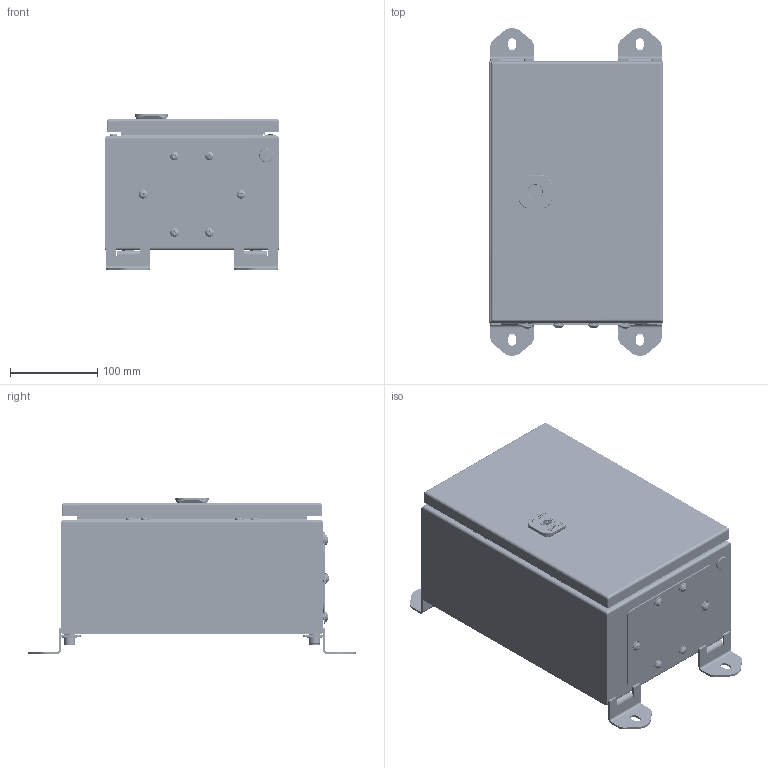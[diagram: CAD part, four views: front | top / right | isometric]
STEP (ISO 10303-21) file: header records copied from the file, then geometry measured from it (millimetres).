
FILE_DESCRIPTION (( 'STEP AP214' ), '1' );
FILE_NAME ('31.020.030.15.STEP', '2025-11-24T09:27:37', ( '' ), ( '' ), 'SwSTEP 2.0', 'SolidWorks 2021', '' );
FILE_SCHEMA (( 'AUTOMOTIVE_DESIGN' ));
Length unit declared in the file: millimetre
Products named in the file (40): Ñêîáà; Êîðïóñ ñ ëîãîòèïîì; Øàéáà îöèíêîâàííàÿ Ì8; Øïèëüêà ïðèâàðíàÿ Ì6õ16; 31.000.030.15-08 Áîêîâàÿ ñòåíêà; ﾇ瑟鶴 浯 鶯; Çàêëåïêà ðåçüáîâàÿ Ì8 ãëóõàÿ øåñòèãðàííàÿ ñ óìåíüøåííûì áîðòîì; 31.020.000.15-03 Êðûøêà; Ãàñêåòèíã äâåðè 200õ300; Ãàéêà M6 DIN6923.step; Âèíò DIN 967 Ì5õ16 ñ ïîëóêðóãëîé ãîëîâêîé ñ êðåñòîîáðàçíûì øëèöåì; Óïëîòíèòåëü; 31.020.030.00-01 捘; Øàðíèð âíåøíÿÿ ÷àñòü; 31.020.030.15; 剒蜲錪; 31.020.030.00-01 ﾄ粢; Çóá÷àòàÿ øàéáà Ì5; 31.000.030.15-08 捘; 471.100 Íàñòåííîå êðåïëåíèå; Øàðíèð ïðèâàðíàÿ ÷àñòü; Çàêëåïêà ðåçüáîâàÿ Ì5 øåñòèãðàííàÿ ñ óìåíüøåííûì áîðòîì; 31.020.030.15-02 捘; Ãàñêåòèíã êðûøêè 200õ150; Ñèëèêîíîâàÿ çàãëóøêà çàçåìëåíèÿ D12; Ïðîñòàâêà; 妈眚 DIN 912-󋔊0-Zn; Øïèëüêà ïðèâàðíàÿ Ì6õ25; Ëè÷èíêà; 31.020.030.00-04 Ìîíòàæíàÿ ïàíåëü; Ñèëèêîíîâàÿ çàãëóøêà øàðíèð D4,5; Çàêëåïêà ðåçüáîâàÿ Ì6 øåñòèãðàííàÿ ñ óìåíüøåííûì áîðòîì; Êîëüöî ñòîïîðíîå äëÿ øàðíèðà; Øàðíèð îòâåòíàÿ ÷àñòü; 31.020.030.15-02 扻豵鵨; 31.020.030.00-04 捘; Âòóëêà øàðíèðà; Âèíò Ì4; 31.020.000.15-03 捘; 鎔艜
Assembly tree (87 placements, depth 4):
  31.020.030.15
    31.020.030.15-02 捘
      31.020.030.15-02 扻豵鵨
      Øïèëüêà ïðèâàðíàÿ Ì6õ25  x4
      Çàêëåïêà ðåçüáîâàÿ Ì8 ãëóõàÿ øåñòèãðàííàÿ ñ óìåíüøåííûì áîðòîì  x4
      Çàêëåïêà ðåçüáîâàÿ Ì5 øåñòèãðàííàÿ ñ óìåíüøåííûì áîðòîì  x6
    31.000.030.15-08 捘  x2
      31.000.030.15-08 Áîêîâàÿ ñòåíêà
      Øïèëüêà ïðèâàðíàÿ Ì6õ16
    Øàðíèð âíåøíÿÿ ÷àñòü  x2
    Øàðíèð îòâåòíàÿ ÷àñòü  x2
    Âèíò Ì4  x4
    Âòóëêà øàðíèðà  x2
    31.020.030.00-01 捘
      31.020.030.00-01 ﾄ粢
      Øïèëüêà ïðèâàðíàÿ Ì6õ16  x2
      Øàðíèð ïðèâàðíàÿ ÷àñòü  x2
      Ãàñêåòèíã äâåðè 200õ300
      ﾇ瑟鶴 浯 鶯
        Êîðïóñ ñ ëîãîòèïîì
        Ëè÷èíêà
        剒蜲錪
        Ñêîáà
        Óïëîòíèòåëü
        鎔艜
    31.020.000.15-03 捘
      31.020.000.15-03 Êðûøêà
      Ãàñêåòèíã êðûøêè 200õ150
    Âèíò DIN 967 Ì5õ16 ñ ïîëóêðóãëîé ãîëîâêîé ñ êðåñòîîáðàçíûì øëèöåì  x6
    31.020.030.00-04 捘
      31.020.030.00-04 Ìîíòàæíàÿ ïàíåëü
      Çàêëåïêà ðåçüáîâàÿ Ì6 øåñòèãðàííàÿ ñ óìåíüøåííûì áîðòîì  x2
    Ãàéêà M6 DIN6923.step  x4
    Ïðîñòàâêà  x4
    妈眚 DIN 912-󋔊0-Zn  x4
    471.100 Íàñòåííîå êðåïëåíèå  x4
    Ñèëèêîíîâàÿ çàãëóøêà çàçåìëåíèÿ D12
    Ñèëèêîíîâàÿ çàãëóøêà øàðíèð D4,5  x4
    Øàéáà îöèíêîâàííàÿ Ì8  x4
    Çóá÷àòàÿ øàéáà Ì5  x2
    Êîëüöî ñòîïîðíîå äëÿ øàðíèðà  x2
Bounding box: 200 x 374.84 x 179.2 mm (x, y, z)
Volume: 696546 mm3; surface area: 827604.2 mm2
Topology: 83 solids, 83 shells, 3669 faces, 9357 edges, 5932 vertices
Faces by surface type: plane 1819, cylinder 1352, cone 216, torus 148, bspline 122, sphere 12
Entity records: 72352 total; most frequent: CARTESIAN_POINT 25664, ORIENTED_EDGE 8920, DIRECTION 8257, EDGE_CURVE 4460, LINE 2945, VECTOR 2945, VERTEX_POINT 2821, AXIS2_PLACEMENT_3D 2656
